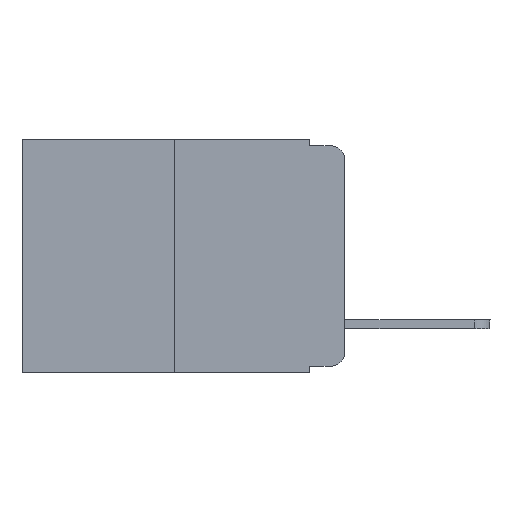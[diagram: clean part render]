
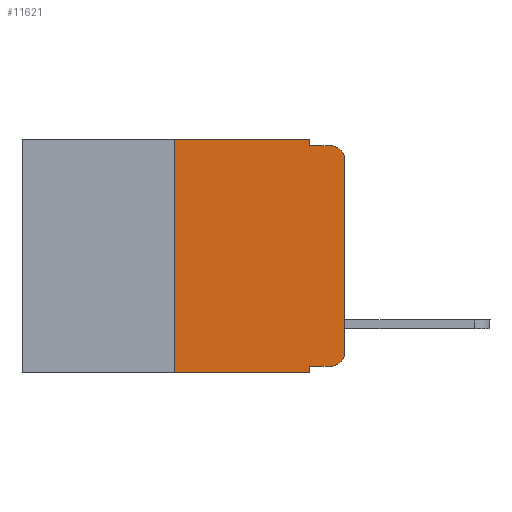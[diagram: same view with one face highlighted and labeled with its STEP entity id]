
A CAD part, left-side view. The second image highlights one B-rep face of the part: STEP entity #11621.
In plain terms, the highlighted planar face has unit normal (-1, 0, 0).
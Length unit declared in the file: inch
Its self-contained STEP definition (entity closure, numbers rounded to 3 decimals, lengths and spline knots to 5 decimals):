
#68 = CARTESIAN_POINT ( 'NONE',  ( 0., 0., -0.313 ) ) ;
#111 = VERTEX_POINT ( 'NONE', #11618 ) ;
#406 = VECTOR ( 'NONE', #3932, 39.37008 ) ;
#460 = DIRECTION ( 'NONE',  ( 0., 0., -1. ) ) ;
#1058 = VERTEX_POINT ( 'NONE', #4226 ) ;
#1301 = CARTESIAN_POINT ( 'NONE',  ( 0., 0., 0. ) ) ;
#1708 = AXIS2_PLACEMENT_3D ( 'NONE', #4747, #9165, #460 ) ;
#1979 = LINE ( 'NONE', #5246, #5395 ) ;
#2023 = VERTEX_POINT ( 'NONE', #5505 ) ;
#2523 = ORIENTED_EDGE ( 'NONE', *, *, #13235, .T. ) ;
#2605 = LINE ( 'NONE', #4411, #10750 ) ;
#2748 = ORIENTED_EDGE ( 'NONE', *, *, #16045, .F. ) ;
#2846 = CARTESIAN_POINT ( 'NONE',  ( 0., 0.051, 0. ) ) ;
#2873 = VECTOR ( 'NONE', #11459, 39.37008 ) ;
#2974 = ORIENTED_EDGE ( 'NONE', *, *, #4917, .F. ) ;
#3253 = CARTESIAN_POINT ( 'NONE',  ( 0., 0.02, -0.01 ) ) ;
#3522 = VERTEX_POINT ( 'NONE', #18074 ) ;
#3528 = DIRECTION ( 'NONE',  ( 0., 0., -1. ) ) ;
#3616 = CARTESIAN_POINT ( 'NONE',  ( 0., 0.051, 0. ) ) ;
#3779 = VERTEX_POINT ( 'NONE', #2846 ) ;
#3932 = DIRECTION ( 'NONE',  ( 0., 0., -1. ) ) ;
#4063 = ORIENTED_EDGE ( 'NONE', *, *, #7742, .F. ) ;
#4104 = VECTOR ( 'NONE', #13388, 39.37008 ) ;
#4188 = ORIENTED_EDGE ( 'NONE', *, *, #12599, .F. ) ;
#4226 = CARTESIAN_POINT ( 'NONE',  ( 0., 0.02, -0.333 ) ) ;
#4411 = CARTESIAN_POINT ( 'NONE',  ( 0., 0.051, 0. ) ) ;
#4535 = CARTESIAN_POINT ( 'NONE',  ( 0., 0.25, 0. ) ) ;
#4747 = CARTESIAN_POINT ( 'NONE',  ( 0., 0.02, -0.03 ) ) ;
#4917 = EDGE_CURVE ( 'NONE', #3522, #12578, #7242, .T. ) ;
#5012 = VECTOR ( 'NONE', #14132, 39.37008 ) ;
#5246 = CARTESIAN_POINT ( 'NONE',  ( 0., 0.051, -0.01 ) ) ;
#5395 = VECTOR ( 'NONE', #18196, 39.37008 ) ;
#5505 = CARTESIAN_POINT ( 'NONE',  ( 0., 0., -0.03 ) ) ;
#5662 = PLANE ( 'NONE',  #11855 ) ;
#5682 = EDGE_CURVE ( 'NONE', #1058, #6276, #9253, .T. ) ;
#5688 = VECTOR ( 'NONE', #13687, 39.37008 ) ;
#6088 = ORIENTED_EDGE ( 'NONE', *, *, #5682, .T. ) ;
#6276 = VERTEX_POINT ( 'NONE', #68 ) ;
#6677 = VERTEX_POINT ( 'NONE', #15938 ) ;
#7242 = LINE ( 'NONE', #16520, #5688 ) ;
#7349 = ORIENTED_EDGE ( 'NONE', *, *, #17846, .T. ) ;
#7392 = DIRECTION ( 'NONE',  ( 0., -1., 0. ) ) ;
#7550 = DIRECTION ( 'NONE',  ( 0., 0., -1. ) ) ;
#7603 = ORIENTED_EDGE ( 'NONE', *, *, #18292, .F. ) ;
#7742 = EDGE_CURVE ( 'NONE', #6677, #14829, #11761, .T. ) ;
#7935 = LINE ( 'NONE', #15912, #4104 ) ;
#8870 = LINE ( 'NONE', #9825, #5012 ) ;
#9092 = ORIENTED_EDGE ( 'NONE', *, *, #9518, .T. ) ;
#9165 = DIRECTION ( 'NONE',  ( -1., 0., 0. ) ) ;
#9253 = CIRCLE ( 'NONE', #12876, 0.02 ) ;
#9518 = EDGE_CURVE ( 'NONE', #6276, #2023, #16426, .T. ) ;
#9825 = CARTESIAN_POINT ( 'NONE',  ( 0., 0.473, -0.343 ) ) ;
#10750 = VECTOR ( 'NONE', #15972, 39.37008 ) ;
#11328 = EDGE_LOOP ( 'NONE', ( #9092, #7349, #2748, #7603, #4188, #2974, #2523, #4063, #17623, #6088 ) ) ;
#11459 = DIRECTION ( 'NONE',  ( 0., 0., 1. ) ) ;
#11618 = CARTESIAN_POINT ( 'NONE',  ( 0., 0.051, -0.01 ) ) ;
#11621 = ADVANCED_FACE ( 'NONE', ( #12744 ), #5662, .F. ) ;
#11761 = LINE ( 'NONE', #3616, #406 ) ;
#11855 = AXIS2_PLACEMENT_3D ( 'NONE', #11937, #14144, #7550 ) ;
#11937 = CARTESIAN_POINT ( 'NONE',  ( 0., 0.473, 0. ) ) ;
#12578 = VERTEX_POINT ( 'NONE', #4535 ) ;
#12599 = EDGE_CURVE ( 'NONE', #12578, #3779, #7935, .T. ) ;
#12744 = FACE_OUTER_BOUND ( 'NONE', #11328, .T. ) ;
#12876 = AXIS2_PLACEMENT_3D ( 'NONE', #13835, #14958, #3528 ) ;
#13235 = EDGE_CURVE ( 'NONE', #3522, #14829, #8870, .T. ) ;
#13388 = DIRECTION ( 'NONE',  ( 0., -1., 0. ) ) ;
#13678 = LINE ( 'NONE', #14584, #17061 ) ;
#13687 = DIRECTION ( 'NONE',  ( 0., 0., 1. ) ) ;
#13835 = CARTESIAN_POINT ( 'NONE',  ( 0., 0.02, -0.313 ) ) ;
#14132 = DIRECTION ( 'NONE',  ( 0., -1., 0. ) ) ;
#14144 = DIRECTION ( 'NONE',  ( 1., 0., 0. ) ) ;
#14584 = CARTESIAN_POINT ( 'NONE',  ( 0., 0.051, -0.333 ) ) ;
#14829 = VERTEX_POINT ( 'NONE', #17927 ) ;
#14958 = DIRECTION ( 'NONE',  ( -1., 0., 0. ) ) ;
#15107 = VERTEX_POINT ( 'NONE', #3253 ) ;
#15486 = CIRCLE ( 'NONE', #1708, 0.02 ) ;
#15912 = CARTESIAN_POINT ( 'NONE',  ( 0., 0.473, 0. ) ) ;
#15938 = CARTESIAN_POINT ( 'NONE',  ( 0., 0.051, -0.333 ) ) ;
#15972 = DIRECTION ( 'NONE',  ( 0., 0., -1. ) ) ;
#16045 = EDGE_CURVE ( 'NONE', #111, #15107, #1979, .T. ) ;
#16426 = LINE ( 'NONE', #1301, #2873 ) ;
#16520 = CARTESIAN_POINT ( 'NONE',  ( 0., 0.25, 0. ) ) ;
#17061 = VECTOR ( 'NONE', #7392, 39.37008 ) ;
#17623 = ORIENTED_EDGE ( 'NONE', *, *, #17764, .T. ) ;
#17764 = EDGE_CURVE ( 'NONE', #6677, #1058, #13678, .T. ) ;
#17846 = EDGE_CURVE ( 'NONE', #2023, #15107, #15486, .T. ) ;
#17927 = CARTESIAN_POINT ( 'NONE',  ( 0., 0.051, -0.343 ) ) ;
#18074 = CARTESIAN_POINT ( 'NONE',  ( 0., 0.25, -0.343 ) ) ;
#18196 = DIRECTION ( 'NONE',  ( 0., -1., 0. ) ) ;
#18292 = EDGE_CURVE ( 'NONE', #3779, #111, #2605, .T. ) ;
